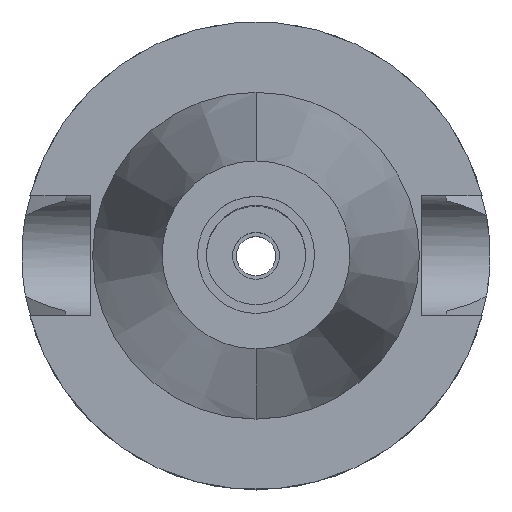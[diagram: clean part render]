
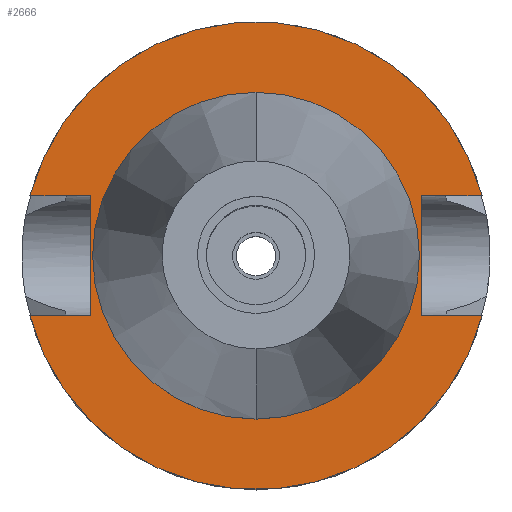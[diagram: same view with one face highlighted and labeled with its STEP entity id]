
A CAD part, top view. The second image highlights one B-rep face of the part: STEP entity #2666.
In plain terms, the highlighted planar face has unit normal (0, 0, 1).
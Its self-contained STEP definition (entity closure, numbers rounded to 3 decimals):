
#45 = CARTESIAN_POINT ( 'NONE',  ( -35.4, 12.85, -1.5 ) ) ;
#95 = CARTESIAN_POINT ( 'NONE',  ( -35.4, 12.85, -1.5 ) ) ;
#101 = CARTESIAN_POINT ( 'NONE',  ( 0., 0., -1.5 ) ) ;
#105 = VECTOR ( 'NONE', #1001, 1000. ) ;
#109 = AXIS2_PLACEMENT_3D ( 'NONE', #1161, #2826, #2368 ) ;
#204 = DIRECTION ( 'NONE',  ( 0., 1., 0. ) ) ;
#225 = VERTEX_POINT ( 'NONE', #898 ) ;
#236 = ORIENTED_EDGE ( 'NONE', *, *, #2465, .F. ) ;
#241 = VERTEX_POINT ( 'NONE', #3102 ) ;
#289 = CARTESIAN_POINT ( 'NONE',  ( -35.4, -12.85, -1.5 ) ) ;
#296 = ORIENTED_EDGE ( 'NONE', *, *, #1496, .F. ) ;
#315 = CIRCLE ( 'NONE', #109, 34.925 ) ;
#336 = DIRECTION ( 'NONE',  ( 0., 1., 0. ) ) ;
#345 = CARTESIAN_POINT ( 'NONE',  ( 48.321, -12.85, -1.5 ) ) ;
#366 = DIRECTION ( 'NONE',  ( 1., 0., 0. ) ) ;
#414 = AXIS2_PLACEMENT_3D ( 'NONE', #449, #994, #204 ) ;
#449 = CARTESIAN_POINT ( 'NONE',  ( 0., 0., -1.5 ) ) ;
#456 = EDGE_CURVE ( 'NONE', #1439, #3043, #2491, .T. ) ;
#479 = CARTESIAN_POINT ( 'NONE',  ( -35.4, -12.85, -1.5 ) ) ;
#543 = ORIENTED_EDGE ( 'NONE', *, *, #1340, .F. ) ;
#577 = LINE ( 'NONE', #289, #2634 ) ;
#608 = CARTESIAN_POINT ( 'NONE',  ( 35.4, -12.85, -1.5 ) ) ;
#661 = EDGE_CURVE ( 'NONE', #1069, #2552, #1433, .T. ) ;
#783 = CARTESIAN_POINT ( 'NONE',  ( 35.4, 12.85, -1.5 ) ) ;
#791 = ORIENTED_EDGE ( 'NONE', *, *, #1598, .T. ) ;
#885 = CARTESIAN_POINT ( 'NONE',  ( 48.321, 12.85, -1.5 ) ) ;
#898 = CARTESIAN_POINT ( 'NONE',  ( -35.4, -12.85, -1.5 ) ) ;
#928 = PLANE ( 'NONE',  #3095 ) ;
#948 = VERTEX_POINT ( 'NONE', #45 ) ;
#992 = EDGE_LOOP ( 'NONE', ( #296, #543 ) ) ;
#994 = DIRECTION ( 'NONE',  ( 0., 0., -1. ) ) ;
#1001 = DIRECTION ( 'NONE',  ( 1., 0., 0. ) ) ;
#1025 = ORIENTED_EDGE ( 'NONE', *, *, #1223, .F. ) ;
#1026 = ORIENTED_EDGE ( 'NONE', *, *, #456, .T. ) ;
#1058 = VERTEX_POINT ( 'NONE', #1818 ) ;
#1069 = VERTEX_POINT ( 'NONE', #345 ) ;
#1081 = DIRECTION ( 'NONE',  ( 0., 0., -1. ) ) ;
#1132 = CARTESIAN_POINT ( 'NONE',  ( 35.4, 12.85, -1.5 ) ) ;
#1159 = CARTESIAN_POINT ( 'NONE',  ( -48.321, -12.85, -1.5 ) ) ;
#1161 = CARTESIAN_POINT ( 'NONE',  ( 0., 0., -1.5 ) ) ;
#1184 = VECTOR ( 'NONE', #2884, 1000. ) ;
#1185 = CARTESIAN_POINT ( 'NONE',  ( -48.321, 12.85, -1.5 ) ) ;
#1223 = EDGE_CURVE ( 'NONE', #3160, #3043, #1538, .T. ) ;
#1296 = VECTOR ( 'NONE', #1318, 1000. ) ;
#1313 = VERTEX_POINT ( 'NONE', #2721 ) ;
#1318 = DIRECTION ( 'NONE',  ( 0., -1., 0. ) ) ;
#1340 = EDGE_CURVE ( 'NONE', #1058, #241, #1855, .T. ) ;
#1433 = CIRCLE ( 'NONE', #2574, 50. ) ;
#1439 = VERTEX_POINT ( 'NONE', #1132 ) ;
#1459 = ORIENTED_EDGE ( 'NONE', *, *, #1962, .F. ) ;
#1496 = EDGE_CURVE ( 'NONE', #241, #1058, #315, .T. ) ;
#1538 = CIRCLE ( 'NONE', #414, 50. ) ;
#1545 = ORIENTED_EDGE ( 'NONE', *, *, #2364, .F. ) ;
#1586 = DIRECTION ( 'NONE',  ( 0., -1., 0. ) ) ;
#1598 = EDGE_CURVE ( 'NONE', #225, #2552, #3174, .T. ) ;
#1683 = CARTESIAN_POINT ( 'NONE',  ( 0., 0., -1.5 ) ) ;
#1783 = CARTESIAN_POINT ( 'NONE',  ( 35.4, 12.85, -1.5 ) ) ;
#1816 = LINE ( 'NONE', #1783, #1296 ) ;
#1818 = CARTESIAN_POINT ( 'NONE',  ( 0., -34.925, -1.5 ) ) ;
#1855 = CIRCLE ( 'NONE', #2055, 34.925 ) ;
#1887 = FACE_OUTER_BOUND ( 'NONE', #2042, .T. ) ;
#1905 = CARTESIAN_POINT ( 'NONE',  ( 0., 0., -1.5 ) ) ;
#1927 = EDGE_CURVE ( 'NONE', #225, #948, #577, .T. ) ;
#1962 = EDGE_CURVE ( 'NONE', #1313, #1069, #2801, .T. ) ;
#2042 = EDGE_LOOP ( 'NONE', ( #791, #2367, #1459, #1545, #1026, #1025, #236, #2216 ) ) ;
#2052 = DIRECTION ( 'NONE',  ( -1., 0., 0. ) ) ;
#2055 = AXIS2_PLACEMENT_3D ( 'NONE', #1683, #2445, #2671 ) ;
#2059 = DIRECTION ( 'NONE',  ( 0., -1., 0. ) ) ;
#2216 = ORIENTED_EDGE ( 'NONE', *, *, #1927, .F. ) ;
#2292 = LINE ( 'NONE', #95, #2947 ) ;
#2364 = EDGE_CURVE ( 'NONE', #1439, #1313, #1816, .T. ) ;
#2367 = ORIENTED_EDGE ( 'NONE', *, *, #661, .F. ) ;
#2368 = DIRECTION ( 'NONE',  ( 0., 1., 0. ) ) ;
#2445 = DIRECTION ( 'NONE',  ( 0., 0., 1. ) ) ;
#2465 = EDGE_CURVE ( 'NONE', #948, #3160, #2292, .T. ) ;
#2491 = LINE ( 'NONE', #783, #105 ) ;
#2552 = VERTEX_POINT ( 'NONE', #1159 ) ;
#2574 = AXIS2_PLACEMENT_3D ( 'NONE', #101, #1081, #2059 ) ;
#2634 = VECTOR ( 'NONE', #336, 1000. ) ;
#2642 = FACE_BOUND ( 'NONE', #992, .T. ) ;
#2666 = ADVANCED_FACE ( 'NONE', ( #1887, #2642 ), #928, .F. ) ;
#2671 = DIRECTION ( 'NONE',  ( 0., -1., 0. ) ) ;
#2721 = CARTESIAN_POINT ( 'NONE',  ( 35.4, -12.85, -1.5 ) ) ;
#2801 = LINE ( 'NONE', #608, #3042 ) ;
#2826 = DIRECTION ( 'NONE',  ( 0., 0., 1. ) ) ;
#2884 = DIRECTION ( 'NONE',  ( -1., 0., 0. ) ) ;
#2905 = DIRECTION ( 'NONE',  ( 0., 0., -1. ) ) ;
#2947 = VECTOR ( 'NONE', #2052, 1000. ) ;
#3042 = VECTOR ( 'NONE', #366, 1000. ) ;
#3043 = VERTEX_POINT ( 'NONE', #885 ) ;
#3095 = AXIS2_PLACEMENT_3D ( 'NONE', #1905, #2905, #1586 ) ;
#3102 = CARTESIAN_POINT ( 'NONE',  ( 0., 34.925, -1.5 ) ) ;
#3160 = VERTEX_POINT ( 'NONE', #1185 ) ;
#3174 = LINE ( 'NONE', #479, #1184 ) ;
